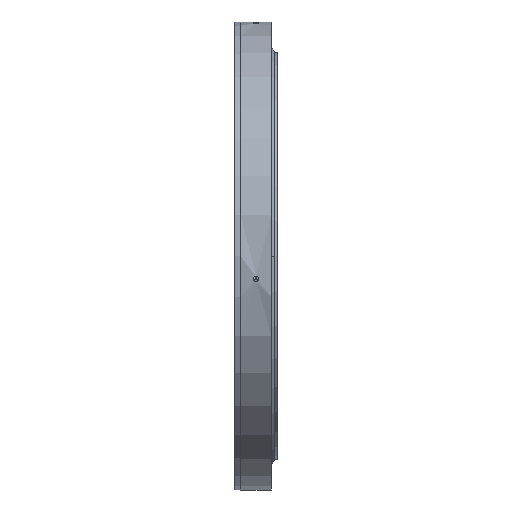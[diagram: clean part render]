
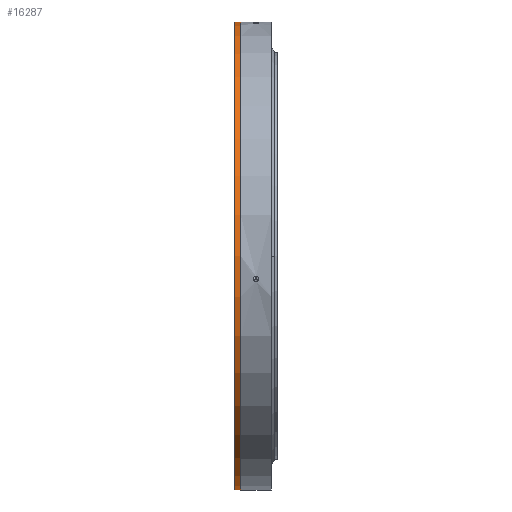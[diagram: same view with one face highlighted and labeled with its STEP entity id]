
A CAD part, left-side view. The second image highlights one B-rep face of the part: STEP entity #16287.
In plain terms, the highlighted cylindrical face has radius 385 mm (diameter 770 mm), a partial arc.
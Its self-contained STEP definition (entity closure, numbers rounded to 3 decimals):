
#1998 = ORIENTED_EDGE ( 'NONE', *, *, #21636, .T. ) ;
#2099 = DIRECTION ( 'NONE',  ( 0., 0., 1. ) ) ;
#2166 = DIRECTION ( 'NONE',  ( 0., 1., 0. ) ) ;
#2345 = CARTESIAN_POINT ( 'NONE',  ( 0., 35., 0. ) ) ;
#3027 = ORIENTED_EDGE ( 'NONE', *, *, #21977, .F. ) ;
#3110 = CIRCLE ( 'NONE', #10594, 385. ) ;
#3472 = CARTESIAN_POINT ( 'NONE',  ( 0., 25., 0. ) ) ;
#5903 = EDGE_LOOP ( 'NONE', ( #22287, #1998, #3027, #14183 ) ) ;
#7341 = CARTESIAN_POINT ( 'NONE',  ( 0., 35., 385. ) ) ;
#8631 = AXIS2_PLACEMENT_3D ( 'NONE', #20821, #18678, #20285 ) ;
#9570 = DIRECTION ( 'NONE',  ( 0., 0., 1. ) ) ;
#9983 = VERTEX_POINT ( 'NONE', #19432 ) ;
#10225 = AXIS2_PLACEMENT_3D ( 'NONE', #2345, #2166, #2099 ) ;
#10337 = VERTEX_POINT ( 'NONE', #7341 ) ;
#10594 = AXIS2_PLACEMENT_3D ( 'NONE', #3472, #21368, #9570 ) ;
#11904 = CARTESIAN_POINT ( 'NONE',  ( 0., 25., 385. ) ) ;
#12304 = CARTESIAN_POINT ( 'NONE',  ( 0., 35., -385. ) ) ;
#12578 = VECTOR ( 'NONE', #24027, 1000. ) ;
#12599 = LINE ( 'NONE', #26031, #12578 ) ;
#14183 = ORIENTED_EDGE ( 'NONE', *, *, #22201, .F. ) ;
#15450 = VECTOR ( 'NONE', #24877, 1000. ) ;
#15678 = LINE ( 'NONE', #24221, #15450 ) ;
#16287 = ADVANCED_FACE ( 'NONE', ( #22799 ), #22507, .T. ) ;
#16836 = VERTEX_POINT ( 'NONE', #11904 ) ;
#17864 = CIRCLE ( 'NONE', #10225, 385. ) ;
#18678 = DIRECTION ( 'NONE',  ( 0., -1., 0. ) ) ;
#19432 = CARTESIAN_POINT ( 'NONE',  ( 0., 25., -385. ) ) ;
#20285 = DIRECTION ( 'NONE',  ( 0., 0., 1. ) ) ;
#20821 = CARTESIAN_POINT ( 'NONE',  ( 0., -61.11, 0. ) ) ;
#21368 = DIRECTION ( 'NONE',  ( 0., -1., 0. ) ) ;
#21385 = EDGE_CURVE ( 'NONE', #22999, #10337, #17864, .T. ) ;
#21636 = EDGE_CURVE ( 'NONE', #22999, #9983, #15678, .T. ) ;
#21977 = EDGE_CURVE ( 'NONE', #16836, #9983, #3110, .T. ) ;
#22201 = EDGE_CURVE ( 'NONE', #10337, #16836, #12599, .T. ) ;
#22287 = ORIENTED_EDGE ( 'NONE', *, *, #21385, .F. ) ;
#22507 = CYLINDRICAL_SURFACE ( 'NONE', #8631, 385. ) ;
#22799 = FACE_OUTER_BOUND ( 'NONE', #5903, .T. ) ;
#22999 = VERTEX_POINT ( 'NONE', #12304 ) ;
#24027 = DIRECTION ( 'NONE',  ( 0., -1., 0. ) ) ;
#24221 = CARTESIAN_POINT ( 'NONE',  ( 0., -61.11, -385. ) ) ;
#24877 = DIRECTION ( 'NONE',  ( 0., -1., 0. ) ) ;
#26031 = CARTESIAN_POINT ( 'NONE',  ( 0., -61.11, 385. ) ) ;
